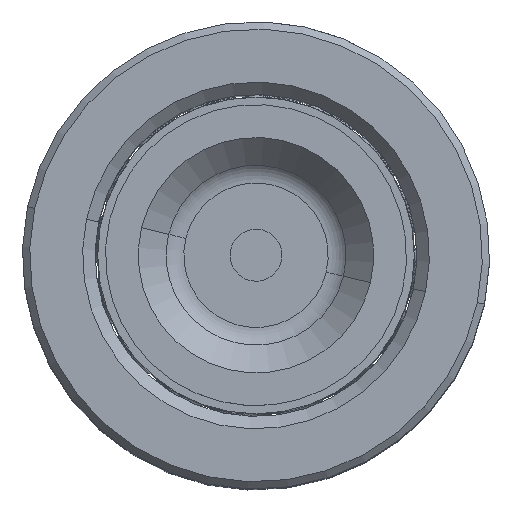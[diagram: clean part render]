
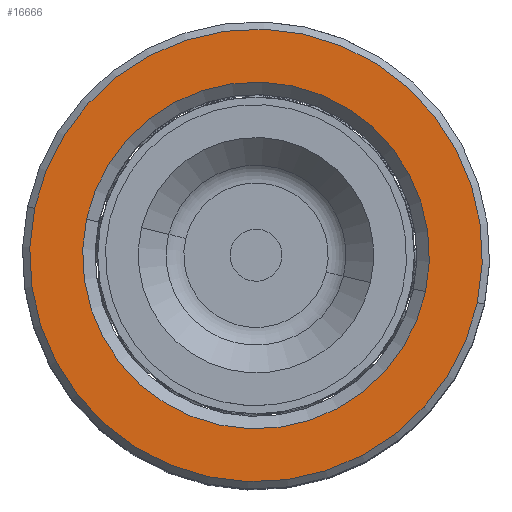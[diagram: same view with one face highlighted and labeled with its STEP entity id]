
A CAD part, top view. The second image highlights one B-rep face of the part: STEP entity #16666.
In plain terms, the highlighted planar face has unit normal (0, 0, 1).
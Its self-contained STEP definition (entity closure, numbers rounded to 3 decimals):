
#443 = DIRECTION ( 'NONE',  ( 0., 0., 1. ) ) ;
#762 = DIRECTION ( 'NONE',  ( 0., 0., 1. ) ) ;
#1624 = DIRECTION ( 'NONE',  ( 1., 0., 0. ) ) ;
#1773 = CARTESIAN_POINT ( 'NONE',  ( -16.7, 0., 60. ) ) ;
#3455 = PLANE ( 'NONE',  #17044 ) ;
#4304 = DIRECTION ( 'NONE',  ( 0., 0., -1. ) ) ;
#4340 = AXIS2_PLACEMENT_3D ( 'NONE', #22903, #8435, #6113 ) ;
#4608 = CIRCLE ( 'NONE', #7720, 21.8 ) ;
#5610 = ORIENTED_EDGE ( 'NONE', *, *, #24511, .T. ) ;
#5944 = CARTESIAN_POINT ( 'NONE',  ( 0., 0., 60. ) ) ;
#6113 = DIRECTION ( 'NONE',  ( 1., 0., 0. ) ) ;
#7720 = AXIS2_PLACEMENT_3D ( 'NONE', #9073, #11882, #23198 ) ;
#8435 = DIRECTION ( 'NONE',  ( 0., 0., -1. ) ) ;
#9073 = CARTESIAN_POINT ( 'NONE',  ( 0., 0., 60. ) ) ;
#9763 = VERTEX_POINT ( 'NONE', #1773 ) ;
#10105 = EDGE_CURVE ( 'NONE', #28555, #9763, #19595, .T. ) ;
#11882 = DIRECTION ( 'NONE',  ( 0., 0., 1. ) ) ;
#12166 = EDGE_LOOP ( 'NONE', ( #29846, #19651 ) ) ;
#12212 = VERTEX_POINT ( 'NONE', #29578 ) ;
#13707 = CARTESIAN_POINT ( 'NONE',  ( -21.8, 0., 60. ) ) ;
#13931 = CARTESIAN_POINT ( 'NONE',  ( 16.7, 0., 60. ) ) ;
#16666 = ADVANCED_FACE ( 'NONE', ( #34865, #22941 ), #3455, .T. ) ;
#17044 = AXIS2_PLACEMENT_3D ( 'NONE', #31523, #762, #31057 ) ;
#17917 = ORIENTED_EDGE ( 'NONE', *, *, #35033, .T. ) ;
#19248 = CIRCLE ( 'NONE', #33044, 21.8 ) ;
#19595 = CIRCLE ( 'NONE', #4340, 16.7 ) ;
#19651 = ORIENTED_EDGE ( 'NONE', *, *, #23483, .T. ) ;
#21061 = CIRCLE ( 'NONE', #31142, 16.7 ) ;
#21411 = CARTESIAN_POINT ( 'NONE',  ( 0., 0., 60. ) ) ;
#22903 = CARTESIAN_POINT ( 'NONE',  ( 0., 0., 60. ) ) ;
#22941 = FACE_BOUND ( 'NONE', #12166, .T. ) ;
#23198 = DIRECTION ( 'NONE',  ( 1., 0., 0. ) ) ;
#23483 = EDGE_CURVE ( 'NONE', #9763, #28555, #21061, .T. ) ;
#24511 = EDGE_CURVE ( 'NONE', #29055, #12212, #19248, .T. ) ;
#25444 = DIRECTION ( 'NONE',  ( 1., 0., 0. ) ) ;
#28555 = VERTEX_POINT ( 'NONE', #13931 ) ;
#29055 = VERTEX_POINT ( 'NONE', #13707 ) ;
#29578 = CARTESIAN_POINT ( 'NONE',  ( 21.8, 0., 60. ) ) ;
#29846 = ORIENTED_EDGE ( 'NONE', *, *, #10105, .T. ) ;
#31057 = DIRECTION ( 'NONE',  ( 1., 0., 0. ) ) ;
#31142 = AXIS2_PLACEMENT_3D ( 'NONE', #21411, #4304, #1624 ) ;
#31523 = CARTESIAN_POINT ( 'NONE',  ( 0., 0., 60. ) ) ;
#33044 = AXIS2_PLACEMENT_3D ( 'NONE', #5944, #443, #25444 ) ;
#34865 = FACE_OUTER_BOUND ( 'NONE', #34880, .T. ) ;
#34880 = EDGE_LOOP ( 'NONE', ( #5610, #17917 ) ) ;
#35033 = EDGE_CURVE ( 'NONE', #12212, #29055, #4608, .T. ) ;
